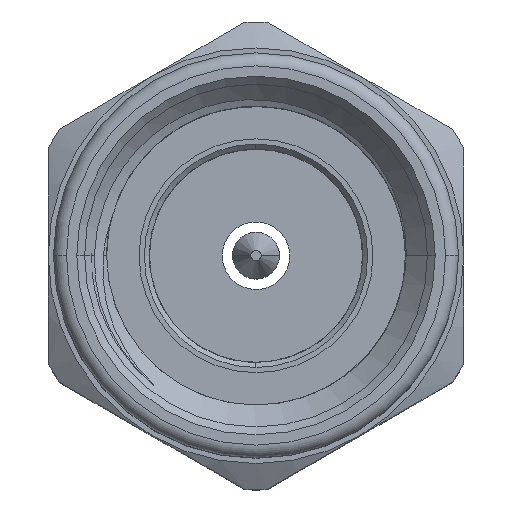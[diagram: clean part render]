
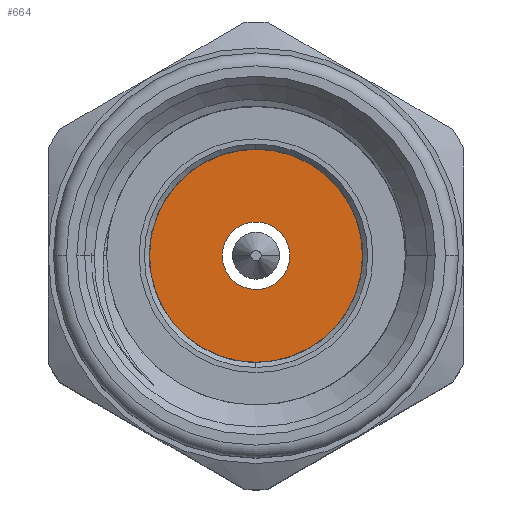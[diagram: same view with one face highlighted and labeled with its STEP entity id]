
A CAD part, top view. The second image highlights one B-rep face of the part: STEP entity #664.
In plain terms, the highlighted planar face has unit normal (0, 0, 1).
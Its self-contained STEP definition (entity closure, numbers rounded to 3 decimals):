
#46 = CIRCLE ( 'NONE', #954, 0.65 ) ;
#79 = DIRECTION ( 'NONE',  ( -0.453, 0.891, 0. ) ) ;
#83 = AXIS2_PLACEMENT_3D ( 'NONE', #1320, #155, #2456 ) ;
#95 = AXIS2_PLACEMENT_3D ( 'NONE', #2311, #319, #330 ) ;
#103 = AXIS2_PLACEMENT_3D ( 'NONE', #2409, #266, #1848 ) ;
#155 = DIRECTION ( 'NONE',  ( 0., 0., -1. ) ) ;
#266 = DIRECTION ( 'NONE',  ( 0., 0., -1. ) ) ;
#319 = DIRECTION ( 'NONE',  ( 0., 0., 1. ) ) ;
#330 = DIRECTION ( 'NONE',  ( 0.453, -0.891, 0. ) ) ;
#538 = ORIENTED_EDGE ( 'NONE', *, *, #2315, .T. ) ;
#544 = CARTESIAN_POINT ( 'NONE',  ( -0.931, 1.832, 16.9 ) ) ;
#616 = CARTESIAN_POINT ( 'NONE',  ( 0.931, -1.832, 16.9 ) ) ;
#626 = VERTEX_POINT ( 'NONE', #2437 ) ;
#664 = ADVANCED_FACE ( 'NONE', ( #2142, #2130 ), #1314, .T. ) ;
#954 = AXIS2_PLACEMENT_3D ( 'NONE', #1862, #2050, #79 ) ;
#973 = ORIENTED_EDGE ( 'NONE', *, *, #1413, .T. ) ;
#1013 = CARTESIAN_POINT ( 'NONE',  ( 0.294, -0.579, 16.9 ) ) ;
#1037 = DIRECTION ( 'NONE',  ( -0.453, 0.891, 0. ) ) ;
#1050 = EDGE_LOOP ( 'NONE', ( #1632, #1187 ) ) ;
#1051 = CIRCLE ( 'NONE', #2157, 2.055 ) ;
#1187 = ORIENTED_EDGE ( 'NONE', *, *, #2268, .F. ) ;
#1194 = CIRCLE ( 'NONE', #83, 0.65 ) ;
#1314 = PLANE ( 'NONE',  #95 ) ;
#1320 = CARTESIAN_POINT ( 'NONE',  ( 0., 0., 16.9 ) ) ;
#1413 = EDGE_CURVE ( 'NONE', #2141, #626, #1194, .T. ) ;
#1632 = ORIENTED_EDGE ( 'NONE', *, *, #2191, .F. ) ;
#1643 = CARTESIAN_POINT ( 'NONE',  ( 0., 0., 16.9 ) ) ;
#1797 = VERTEX_POINT ( 'NONE', #544 ) ;
#1848 = DIRECTION ( 'NONE',  ( -0.453, 0.891, 0. ) ) ;
#1862 = CARTESIAN_POINT ( 'NONE',  ( 0., 0., 16.9 ) ) ;
#1997 = CIRCLE ( 'NONE', #103, 2.055 ) ;
#2050 = DIRECTION ( 'NONE',  ( 0., 0., -1. ) ) ;
#2130 = FACE_OUTER_BOUND ( 'NONE', #1050, .T. ) ;
#2141 = VERTEX_POINT ( 'NONE', #1013 ) ;
#2142 = FACE_BOUND ( 'NONE', #2381, .T. ) ;
#2153 = VERTEX_POINT ( 'NONE', #616 ) ;
#2157 = AXIS2_PLACEMENT_3D ( 'NONE', #1643, #2264, #1037 ) ;
#2191 = EDGE_CURVE ( 'NONE', #1797, #2153, #1997, .T. ) ;
#2264 = DIRECTION ( 'NONE',  ( 0., 0., -1. ) ) ;
#2268 = EDGE_CURVE ( 'NONE', #2153, #1797, #1051, .T. ) ;
#2311 = CARTESIAN_POINT ( 'NONE',  ( -0.294, 0.579, 16.9 ) ) ;
#2315 = EDGE_CURVE ( 'NONE', #626, #2141, #46, .T. ) ;
#2381 = EDGE_LOOP ( 'NONE', ( #538, #973 ) ) ;
#2409 = CARTESIAN_POINT ( 'NONE',  ( 0., 0., 16.9 ) ) ;
#2437 = CARTESIAN_POINT ( 'NONE',  ( -0.294, 0.579, 16.9 ) ) ;
#2456 = DIRECTION ( 'NONE',  ( -0.453, 0.891, 0. ) ) ;
